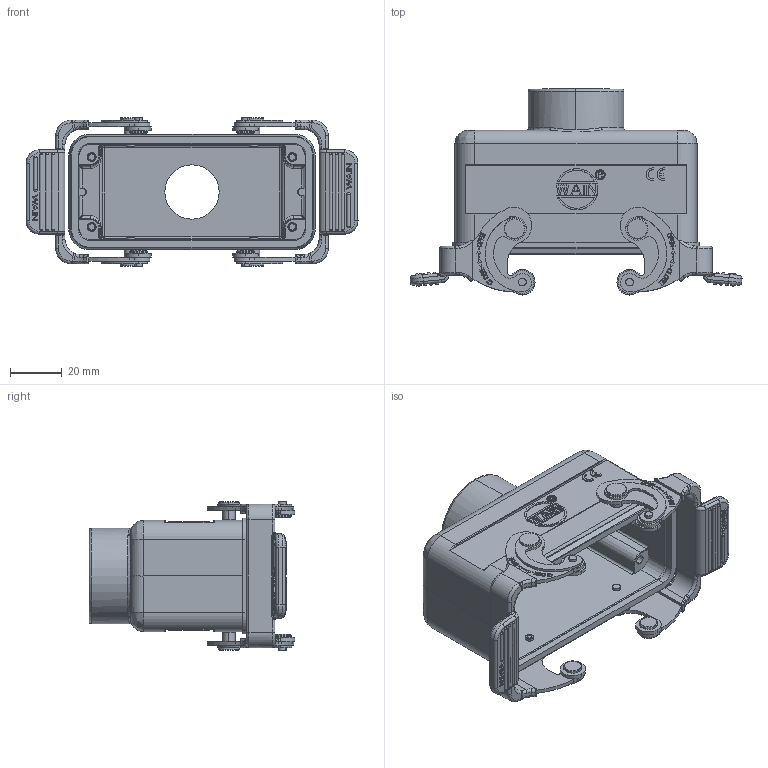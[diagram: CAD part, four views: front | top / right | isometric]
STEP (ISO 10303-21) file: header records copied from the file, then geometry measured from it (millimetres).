
FILE_DESCRIPTION((''),'2;1');
FILE_NAME('1','2024-02-05T',('11539'),(''),'PRO/ENGINEER BY PARAMETRIC TECHNOLOGY CORPORATION, 2012480','PRO/ENGINEER BY PARAMETRIC TECHNOLOGY CORPORATION, 2012480','');
FILE_SCHEMA(('CONFIG_CONTROL_DESIGN'));
Products named in the file (1): 1
Bounding box: 128.26 x 79.53 x 57.5 mm (x, y, z)
Volume: 76628.8 mm3; surface area: 48579.8 mm2
Topology: 1 solids, 4 shells, 1628 faces, 4294 edges, 2850 vertices
Faces by surface type: plane 820, cylinder 331, extrusion 162, bspline 102, torus 100, cone 76, sphere 37
Entity records: 56908 total; most frequent: CARTESIAN_POINT 16921, ORIENTED_EDGE 8574, DIRECTION 7738, EDGE_CURVE 4287, VERTEX_POINT 2850, VECTOR 2604, AXIS2_PLACEMENT_3D 2567, LINE 2442
